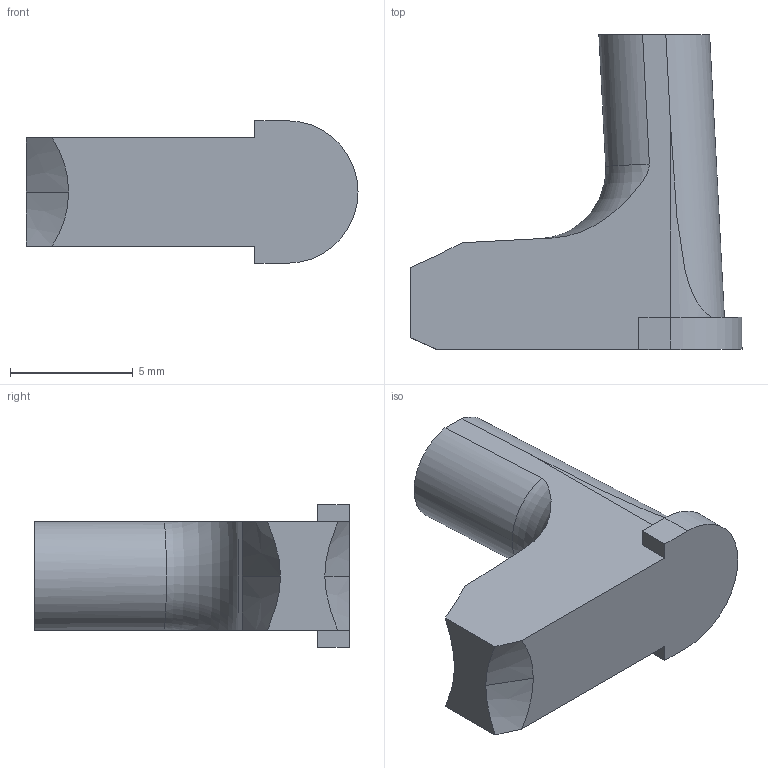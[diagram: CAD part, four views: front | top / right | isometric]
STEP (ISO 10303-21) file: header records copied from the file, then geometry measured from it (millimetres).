
FILE_DESCRIPTION (( 'STEP AP214' ), '1' );
FILE_NAME ('WCD.ER3.101.000.STEP', '2021-03-31T10:40:15', ( '' ), ( '' ), 'SwSTEP 2.0', 'SolidWorks 2017', '' );
FILE_SCHEMA (( 'AUTOMOTIVE_DESIGN' ));
Length unit declared in the file: millimetre
Products named in the file (1): WCD.ER3.101.000
Bounding box: 13.5 x 12.8 x 5.8 mm (x, y, z)
Volume: 381.2 mm3; surface area: 377.3 mm2
Topology: 1 solids, 1 shells, 22 faces, 60 edges, 40 vertices
Faces by surface type: plane 11, cylinder 6, cone 4, torus 1
Entity records: 808 total; most frequent: CARTESIAN_POINT 250, ORIENTED_EDGE 120, DIRECTION 95, EDGE_CURVE 60, VERTEX_POINT 40, VECTOR 33, LINE 33, AXIS2_PLACEMENT_3D 31
